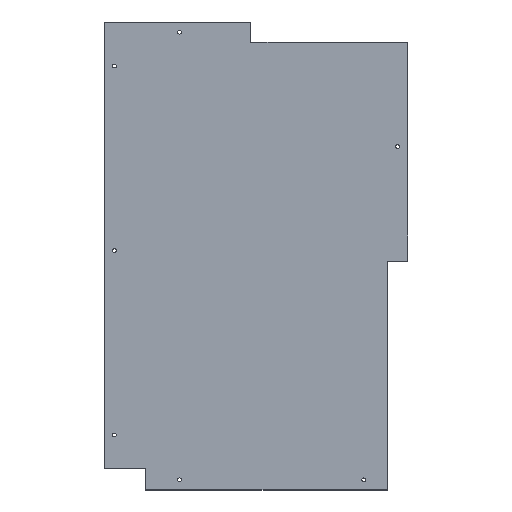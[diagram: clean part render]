
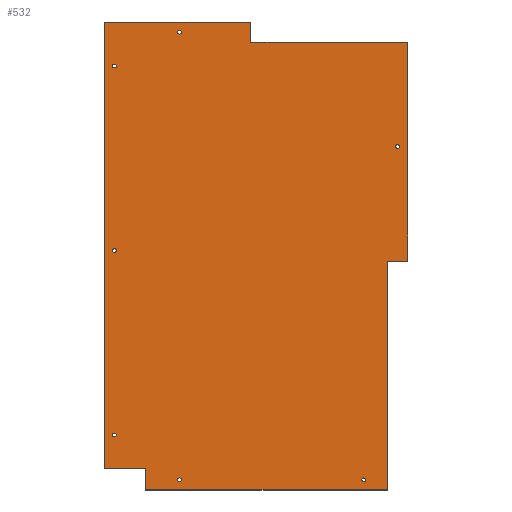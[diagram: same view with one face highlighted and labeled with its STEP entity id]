
A CAD part, top view. The second image highlights one B-rep face of the part: STEP entity #532.
In plain terms, the highlighted planar face has unit normal (0, 0, 1).
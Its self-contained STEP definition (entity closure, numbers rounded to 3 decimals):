
#161=FACE_BOUND('',#225,.T.);
#162=FACE_BOUND('',#226,.T.);
#163=FACE_BOUND('',#227,.T.);
#164=FACE_BOUND('',#228,.T.);
#165=FACE_BOUND('',#229,.T.);
#166=FACE_BOUND('',#230,.T.);
#167=FACE_BOUND('',#231,.T.);
#179=PLANE('',#588);
#198=FACE_OUTER_BOUND('',#224,.T.);
#224=EDGE_LOOP('',(#490,#491,#492,#493,#494,#495,#496,#497,#498,#499));
#225=EDGE_LOOP('',(#500));
#226=EDGE_LOOP('',(#501));
#227=EDGE_LOOP('',(#502));
#228=EDGE_LOOP('',(#503));
#229=EDGE_LOOP('',(#504));
#230=EDGE_LOOP('',(#505));
#231=EDGE_LOOP('',(#506));
#250=LINE('',#810,#287);
#252=LINE('',#814,#289);
#254=LINE('',#818,#291);
#256=LINE('',#822,#293);
#258=LINE('',#826,#295);
#260=LINE('',#830,#297);
#262=LINE('',#834,#299);
#264=LINE('',#838,#301);
#266=LINE('',#842,#303);
#268=LINE('',#845,#305);
#287=VECTOR('',#671,10.);
#289=VECTOR('',#675,10.);
#291=VECTOR('',#679,10.);
#293=VECTOR('',#683,10.);
#295=VECTOR('',#687,10.);
#297=VECTOR('',#691,10.);
#299=VECTOR('',#695,10.);
#301=VECTOR('',#699,10.);
#303=VECTOR('',#703,10.);
#305=VECTOR('',#707,10.);
#307=CIRCLE('',#558,2.75);
#309=CIRCLE('',#561,2.75);
#311=CIRCLE('',#564,2.75);
#313=CIRCLE('',#567,2.75);
#315=CIRCLE('',#570,2.75);
#317=CIRCLE('',#573,2.75);
#319=CIRCLE('',#576,2.75);
#321=VERTEX_POINT('',#746);
#323=VERTEX_POINT('',#752);
#325=VERTEX_POINT('',#758);
#327=VERTEX_POINT('',#764);
#329=VERTEX_POINT('',#770);
#331=VERTEX_POINT('',#776);
#333=VERTEX_POINT('',#782);
#344=VERTEX_POINT('',#807);
#345=VERTEX_POINT('',#809);
#346=VERTEX_POINT('',#813);
#347=VERTEX_POINT('',#817);
#348=VERTEX_POINT('',#821);
#349=VERTEX_POINT('',#825);
#350=VERTEX_POINT('',#829);
#351=VERTEX_POINT('',#833);
#352=VERTEX_POINT('',#837);
#353=VERTEX_POINT('',#841);
#356=EDGE_CURVE('',#321,#321,#307,.T.);
#359=EDGE_CURVE('',#323,#323,#309,.T.);
#362=EDGE_CURVE('',#325,#325,#311,.T.);
#365=EDGE_CURVE('',#327,#327,#313,.T.);
#368=EDGE_CURVE('',#329,#329,#315,.T.);
#371=EDGE_CURVE('',#331,#331,#317,.T.);
#374=EDGE_CURVE('',#333,#333,#319,.T.);
#386=EDGE_CURVE('',#345,#344,#250,.T.);
#388=EDGE_CURVE('',#346,#345,#252,.T.);
#390=EDGE_CURVE('',#347,#346,#254,.T.);
#392=EDGE_CURVE('',#348,#347,#256,.T.);
#394=EDGE_CURVE('',#349,#348,#258,.T.);
#396=EDGE_CURVE('',#350,#349,#260,.T.);
#398=EDGE_CURVE('',#351,#350,#262,.T.);
#400=EDGE_CURVE('',#352,#351,#264,.T.);
#402=EDGE_CURVE('',#353,#352,#266,.T.);
#404=EDGE_CURVE('',#344,#353,#268,.T.);
#490=ORIENTED_EDGE('',*,*,#404,.T.);
#491=ORIENTED_EDGE('',*,*,#402,.T.);
#492=ORIENTED_EDGE('',*,*,#400,.T.);
#493=ORIENTED_EDGE('',*,*,#398,.T.);
#494=ORIENTED_EDGE('',*,*,#396,.T.);
#495=ORIENTED_EDGE('',*,*,#394,.T.);
#496=ORIENTED_EDGE('',*,*,#392,.T.);
#497=ORIENTED_EDGE('',*,*,#390,.T.);
#498=ORIENTED_EDGE('',*,*,#388,.T.);
#499=ORIENTED_EDGE('',*,*,#386,.T.);
#500=ORIENTED_EDGE('',*,*,#356,.T.);
#501=ORIENTED_EDGE('',*,*,#359,.T.);
#502=ORIENTED_EDGE('',*,*,#362,.T.);
#503=ORIENTED_EDGE('',*,*,#365,.T.);
#504=ORIENTED_EDGE('',*,*,#368,.T.);
#505=ORIENTED_EDGE('',*,*,#371,.T.);
#506=ORIENTED_EDGE('',*,*,#374,.T.);
#532=ADVANCED_FACE('',(#198,#161,#162,#163,#164,#165,#166,#167),#179,.T.);
#558=AXIS2_PLACEMENT_3D('',#748,#612,#613);
#561=AXIS2_PLACEMENT_3D('',#754,#619,#620);
#564=AXIS2_PLACEMENT_3D('',#760,#626,#627);
#567=AXIS2_PLACEMENT_3D('',#766,#633,#634);
#570=AXIS2_PLACEMENT_3D('',#772,#640,#641);
#573=AXIS2_PLACEMENT_3D('',#778,#647,#648);
#576=AXIS2_PLACEMENT_3D('',#784,#654,#655);
#588=AXIS2_PLACEMENT_3D('',#846,#708,#709);
#612=DIRECTION('center_axis',(0.,0.,-1.));
#613=DIRECTION('ref_axis',(-1.,0.,0.));
#619=DIRECTION('center_axis',(0.,0.,-1.));
#620=DIRECTION('ref_axis',(-1.,0.,0.));
#626=DIRECTION('center_axis',(0.,0.,-1.));
#627=DIRECTION('ref_axis',(-1.,0.,0.));
#633=DIRECTION('center_axis',(0.,0.,-1.));
#634=DIRECTION('ref_axis',(-1.,0.,0.));
#640=DIRECTION('center_axis',(0.,0.,-1.));
#641=DIRECTION('ref_axis',(-1.,0.,0.));
#647=DIRECTION('center_axis',(0.,0.,-1.));
#648=DIRECTION('ref_axis',(-1.,0.,0.));
#654=DIRECTION('center_axis',(0.,0.,-1.));
#655=DIRECTION('ref_axis',(-1.,0.,0.));
#671=DIRECTION('',(-1.,0.,0.));
#675=DIRECTION('',(0.,1.,0.));
#679=DIRECTION('',(1.,0.,0.));
#683=DIRECTION('',(0.,1.,0.));
#687=DIRECTION('',(1.,0.,0.));
#691=DIRECTION('',(0.,-1.,0.));
#695=DIRECTION('',(1.,0.,0.));
#699=DIRECTION('',(0.,-1.,0.));
#703=DIRECTION('',(-1.,0.,0.));
#707=DIRECTION('',(0.,1.,0.));
#708=DIRECTION('center_axis',(0.,0.,1.));
#709=DIRECTION('ref_axis',(1.,0.,0.));
#746=CARTESIAN_POINT('',(-102.5,337.5,1.5));
#748=CARTESIAN_POINT('Origin',(-105.25,337.5,1.5));
#752=CARTESIAN_POINT('',(219.,168.75,1.5));
#754=CARTESIAN_POINT('Origin',(216.25,168.75,1.5));
#758=CARTESIAN_POINT('',(-198.5,15.5,1.5));
#760=CARTESIAN_POINT('Origin',(-201.25,15.5,1.5));
#764=CARTESIAN_POINT('',(-198.5,287.5,1.5));
#766=CARTESIAN_POINT('Origin',(-201.25,287.5,1.5));
#770=CARTESIAN_POINT('',(-198.5,-256.5,1.5));
#772=CARTESIAN_POINT('Origin',(-201.25,-256.5,1.5));
#776=CARTESIAN_POINT('',(-102.5,-322.5,1.5));
#778=CARTESIAN_POINT('Origin',(-105.25,-322.5,1.5));
#782=CARTESIAN_POINT('',(169.,-322.5,1.5));
#784=CARTESIAN_POINT('Origin',(166.25,-322.5,1.5));
#807=CARTESIAN_POINT('',(0.,322.5,1.5));
#809=CARTESIAN_POINT('',(231.25,322.5,1.5));
#810=CARTESIAN_POINT('',(231.25,322.5,1.5));
#813=CARTESIAN_POINT('',(231.25,0.,1.5));
#814=CARTESIAN_POINT('',(231.25,0.,1.5));
#817=CARTESIAN_POINT('',(201.25,0.,1.5));
#818=CARTESIAN_POINT('',(201.25,0.,1.5));
#821=CARTESIAN_POINT('',(201.25,-337.5,1.5));
#822=CARTESIAN_POINT('',(201.25,-337.5,1.5));
#825=CARTESIAN_POINT('',(-155.25,-337.5,1.5));
#826=CARTESIAN_POINT('',(-216.25,-337.5,1.5));
#829=CARTESIAN_POINT('',(-155.25,-306.5,1.5));
#830=CARTESIAN_POINT('',(-155.25,-306.5,1.5));
#833=CARTESIAN_POINT('',(-216.25,-306.5,1.5));
#834=CARTESIAN_POINT('',(-216.25,-306.5,1.5));
#837=CARTESIAN_POINT('',(-216.25,352.5,1.5));
#838=CARTESIAN_POINT('',(-216.25,337.5,1.5));
#841=CARTESIAN_POINT('',(0.,352.5,1.5));
#842=CARTESIAN_POINT('',(0.,352.5,1.5));
#845=CARTESIAN_POINT('',(0.,337.5,1.5));
#846=CARTESIAN_POINT('Origin',(-108.125,345.,1.5));
